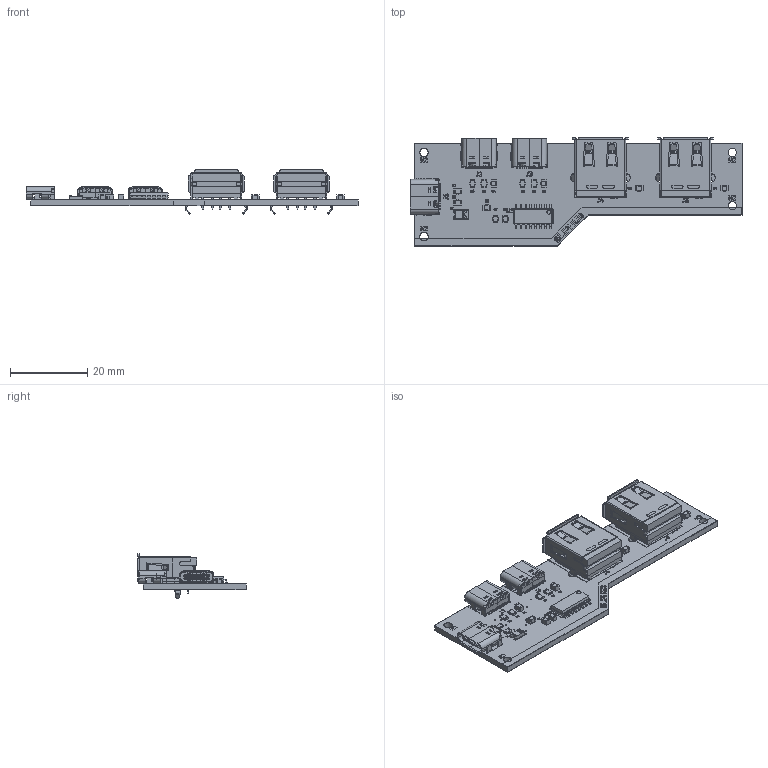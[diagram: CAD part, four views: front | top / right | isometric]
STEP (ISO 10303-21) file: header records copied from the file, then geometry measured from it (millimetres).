
FILE_DESCRIPTION(('KiCad electronic assembly'),'2;1');
FILE_NAME('Sliphub.step','2025-07-25T02:12:44',('Pcbnew'),('Kicad'), 'Open CASCADE STEP processor 7.8','KiCad to STEP converter','Unknown' );
FILE_SCHEMA(('AUTOMOTIVE_DESIGN { 1 0 10303 214 1 1 1 1 }'));
Length unit declared in the file: millimetre
Products named in the file (10): Sliphub 1; C_0805_2012Metric; USB_C_Receptacle_GCT_USB4105-xx-A_16P_TopMnt_Horizontal; D_1206_3216Metric; R_0805_2012Metric; USB_A_Molex_67643_Horizontal; SL2.1A; Sliphub_silkscreen; Sliphub_soldermask; Sliphub_PCB
Assembly tree (23 placements, depth 2):
  Sliphub 1
    C_0805_2012Metric  x7
    USB_C_Receptacle_GCT_USB4105-xx-A_16P_TopMnt_Horizontal  x3
    D_1206_3216Metric
    R_0805_2012Metric  x6
    USB_A_Molex_67643_Horizontal  x2
    SL2.1A
    Sliphub_silkscreen
    Sliphub_soldermask
    Sliphub_PCB
Bounding box: 85.88 x 27.98 x 11.53 mm (x, y, z)
Volume: 4953.9 mm3; surface area: 13627.6 mm2
Topology: 161 solids, 304 shells, 3927 faces, 11614 edges, 8140 vertices
Faces by surface type: plane 2833, cylinder 830, bspline 240, cone 24
Full cylindrical faces by diameter (mm): 0.3 x14, 0.5 x6, 0.65 x6, 0.95 x8, 2.2 x4, 2.3 x4
Entity records: 82303 total; most frequent: CARTESIAN_POINT 17210, DIRECTION 10604, ORIENTED_EDGE 10376, EDGE_CURVE 6348, VERTEX_POINT 4844, LINE 4312, VECTOR 4312, AXIS2_PLACEMENT_3D 3146
